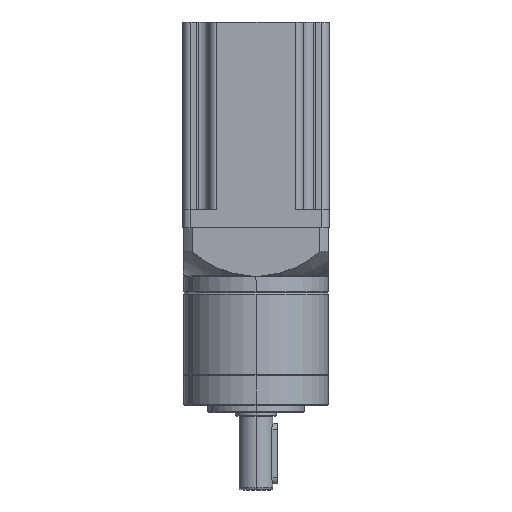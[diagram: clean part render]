
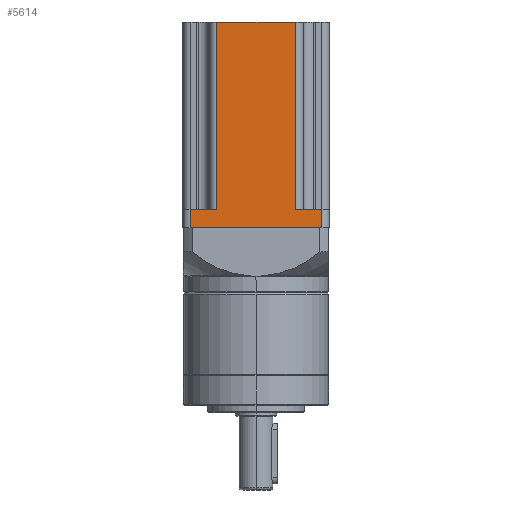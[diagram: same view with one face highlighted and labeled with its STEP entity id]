
A CAD part, left-side view. The second image highlights one B-rep face of the part: STEP entity #5614.
In plain terms, the highlighted planar face has unit normal (-1, 0, 0).
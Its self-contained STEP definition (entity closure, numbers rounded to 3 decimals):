
#381 = LINE ( 'NONE', #3881, #5464 ) ;
#674 = VECTOR ( 'NONE', #1138, 1000. ) ;
#691 = VECTOR ( 'NONE', #5107, 1000. ) ;
#692 = VECTOR ( 'NONE', #5109, 1000. ) ;
#693 = VECTOR ( 'NONE', #5111, 1000. ) ;
#694 = VECTOR ( 'NONE', #5113, 1000. ) ;
#695 = VECTOR ( 'NONE', #5115, 1000. ) ;
#721 = VERTEX_POINT ( 'NONE', #2154 ) ;
#723 = VERTEX_POINT ( 'NONE', #2156 ) ;
#724 = VERTEX_POINT ( 'NONE', #2157 ) ;
#726 = VERTEX_POINT ( 'NONE', #2159 ) ;
#740 = VERTEX_POINT ( 'NONE', #2173 ) ;
#741 = VERTEX_POINT ( 'NONE', #2174 ) ;
#742 = VERTEX_POINT ( 'NONE', #2175 ) ;
#743 = VERTEX_POINT ( 'NONE', #2176 ) ;
#1137 = CARTESIAN_POINT ( 'NONE',  ( -30.25, 27.25, 0. ) ) ;
#1138 = DIRECTION ( 'NONE',  ( 0., -1., 0. ) ) ;
#1844 = LINE ( 'NONE', #1137, #674 ) ;
#1857 = LINE ( 'NONE', #5106, #691 ) ;
#1858 = LINE ( 'NONE', #5108, #692 ) ;
#1859 = LINE ( 'NONE', #5110, #693 ) ;
#1860 = LINE ( 'NONE', #5112, #694 ) ;
#1861 = LINE ( 'NONE', #5114, #695 ) ;
#2154 = CARTESIAN_POINT ( 'NONE',  ( -30.25, 27.25, 7.5 ) ) ;
#2156 = CARTESIAN_POINT ( 'NONE',  ( -30.25, 27.25, 0. ) ) ;
#2157 = CARTESIAN_POINT ( 'NONE',  ( -30.25, -27.25, 7.5 ) ) ;
#2159 = CARTESIAN_POINT ( 'NONE',  ( -30.25, -27.25, 0. ) ) ;
#2173 = CARTESIAN_POINT ( 'NONE',  ( -30.25, 16.275, 85. ) ) ;
#2174 = CARTESIAN_POINT ( 'NONE',  ( -30.25, -16.275, 85. ) ) ;
#2175 = CARTESIAN_POINT ( 'NONE',  ( -30.25, 16.275, 7.5 ) ) ;
#2176 = CARTESIAN_POINT ( 'NONE',  ( -30.25, -16.275, 7.5 ) ) ;
#2299 = EDGE_LOOP ( 'NONE', ( #4449, #4451, #4450, #4452, #4454, #4453, #4455, #4457 ) ) ;
#3027 = EDGE_CURVE ( 'NONE', #723, #726, #1844, .T. ) ;
#3041 = EDGE_CURVE ( 'NONE', #740, #742, #1857, .T. ) ;
#3042 = EDGE_CURVE ( 'NONE', #740, #741, #1858, .T. ) ;
#3043 = EDGE_CURVE ( 'NONE', #721, #742, #1859, .T. ) ;
#3044 = EDGE_CURVE ( 'NONE', #743, #724, #1860, .T. ) ;
#3045 = EDGE_CURVE ( 'NONE', #743, #741, #1861, .T. ) ;
#3541 = LINE ( 'NONE', #3886, #5467 ) ;
#3551 = FACE_OUTER_BOUND ( 'NONE', #2299, .T. ) ;
#3881 = CARTESIAN_POINT ( 'NONE',  ( -30.25, 27.25, 85. ) ) ;
#3882 = DIRECTION ( 'NONE',  ( 0., 0., -1. ) ) ;
#3886 = CARTESIAN_POINT ( 'NONE',  ( -30.25, -27.25, 85. ) ) ;
#3887 = DIRECTION ( 'NONE',  ( 0., 0., -1. ) ) ;
#3910 = PLANE ( 'NONE',  #5476 ) ;
#3911 = CARTESIAN_POINT ( 'NONE',  ( -30.25, 27.25, 85. ) ) ;
#3912 = DIRECTION ( 'NONE',  ( 1., 0., 0. ) ) ;
#3913 = DIRECTION ( 'NONE',  ( 0., 1., 0. ) ) ;
#4449 = ORIENTED_EDGE ( 'NONE', *, *, #3042, .F. ) ;
#4450 = ORIENTED_EDGE ( 'NONE', *, *, #3043, .F. ) ;
#4451 = ORIENTED_EDGE ( 'NONE', *, *, #3041, .T. ) ;
#4452 = ORIENTED_EDGE ( 'NONE', *, *, #5604, .T. ) ;
#4453 = ORIENTED_EDGE ( 'NONE', *, *, #5606, .F. ) ;
#4454 = ORIENTED_EDGE ( 'NONE', *, *, #3027, .T. ) ;
#4455 = ORIENTED_EDGE ( 'NONE', *, *, #3044, .F. ) ;
#4457 = ORIENTED_EDGE ( 'NONE', *, *, #3045, .T. ) ;
#5106 = CARTESIAN_POINT ( 'NONE',  ( -30.25, 16.275, 85. ) ) ;
#5107 = DIRECTION ( 'NONE',  ( 0., 0., -1. ) ) ;
#5108 = CARTESIAN_POINT ( 'NONE',  ( -30.25, 27.25, 85. ) ) ;
#5109 = DIRECTION ( 'NONE',  ( 0., -1., 0. ) ) ;
#5110 = CARTESIAN_POINT ( 'NONE',  ( -30.25, 27.25, 7.5 ) ) ;
#5111 = DIRECTION ( 'NONE',  ( 0., -1., 0. ) ) ;
#5112 = CARTESIAN_POINT ( 'NONE',  ( -30.25, -19.575, 7.5 ) ) ;
#5113 = DIRECTION ( 'NONE',  ( 0., -1., 0. ) ) ;
#5114 = CARTESIAN_POINT ( 'NONE',  ( -30.25, -16.275, 85. ) ) ;
#5115 = DIRECTION ( 'NONE',  ( 0., 0., 1. ) ) ;
#5464 = VECTOR ( 'NONE', #3882, 1000. ) ;
#5467 = VECTOR ( 'NONE', #3887, 1000. ) ;
#5476 = AXIS2_PLACEMENT_3D ( 'NONE', #3911, #3912, #3913 ) ;
#5604 = EDGE_CURVE ( 'NONE', #721, #723, #381, .T. ) ;
#5606 = EDGE_CURVE ( 'NONE', #724, #726, #3541, .T. ) ;
#5614 = ADVANCED_FACE ( 'NONE', ( #3551 ), #3910, .F. ) ;
